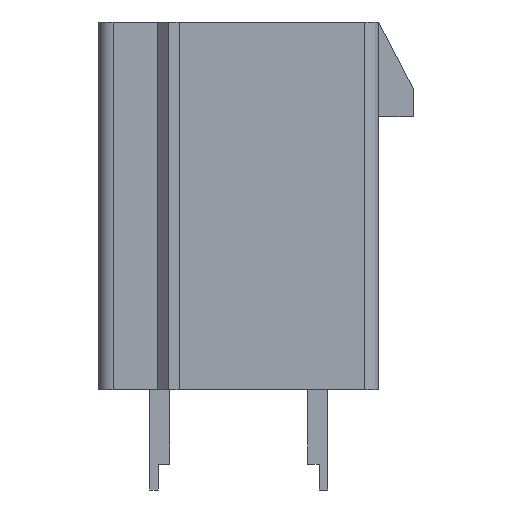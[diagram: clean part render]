
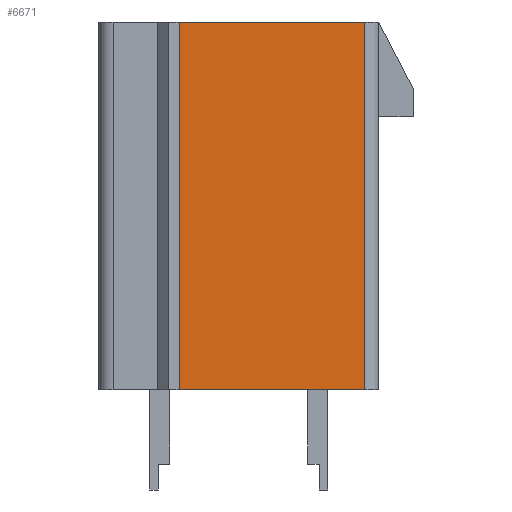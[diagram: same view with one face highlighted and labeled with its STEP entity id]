
A CAD part, left-side view. The second image highlights one B-rep face of the part: STEP entity #6671.
In plain terms, the highlighted planar face has unit normal (-1, 0, 0).
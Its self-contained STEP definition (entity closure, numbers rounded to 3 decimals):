
#147=DIRECTION('',(0.,-1.,0.));
#148=VECTOR('',#147,6.45);
#149=CARTESIAN_POINT('',(-25.8,2.075,0.));
#150=LINE('',#149,#148);
#746=DIRECTION('',(0.,0.,-1.));
#747=VECTOR('',#746,12.8);
#748=CARTESIAN_POINT('',(-25.8,2.075,0.));
#749=LINE('',#748,#747);
#750=DIRECTION('',(0.,0.,-1.));
#751=VECTOR('',#750,12.8);
#752=CARTESIAN_POINT('',(-25.8,-4.375,0.));
#753=LINE('',#752,#751);
#771=DIRECTION('',(0.,-1.,0.));
#772=VECTOR('',#771,6.45);
#773=CARTESIAN_POINT('',(-25.8,2.075,-12.8));
#774=LINE('',#773,#772);
#4652=CARTESIAN_POINT('',(-25.8,2.075,0.));
#4653=CARTESIAN_POINT('',(-25.8,-4.375,0.));
#4654=VERTEX_POINT('',#4652);
#4655=VERTEX_POINT('',#4653);
#4672=CARTESIAN_POINT('',(-25.8,2.075,-12.8));
#4673=CARTESIAN_POINT('',(-25.8,-4.375,-12.8));
#4674=VERTEX_POINT('',#4672);
#4675=VERTEX_POINT('',#4673);
#6658=CARTESIAN_POINT('',(-25.8,2.075,0.));
#6659=DIRECTION('',(-1.,0.,0.));
#6660=DIRECTION('',(0.,-1.,0.));
#6661=AXIS2_PLACEMENT_3D('',#6658,#6659,#6660);
#6662=PLANE('',#6661);
#6663=ORIENTED_EDGE('',*,*,#6157,.T.);
#6665=ORIENTED_EDGE('',*,*,#6664,.T.);
#6667=ORIENTED_EDGE('',*,*,#6666,.F.);
#6668=ORIENTED_EDGE('',*,*,#6650,.F.);
#6669=EDGE_LOOP('',(#6663,#6665,#6667,#6668));
#6670=FACE_OUTER_BOUND('',#6669,.F.);
#6157=EDGE_CURVE('',#4654,#4655,#150,.T.);
#6650=EDGE_CURVE('',#4654,#4674,#749,.T.);
#6664=EDGE_CURVE('',#4655,#4675,#753,.T.);
#6666=EDGE_CURVE('',#4674,#4675,#774,.T.);
#6671=ADVANCED_FACE('',(#6670),#6662,.T.);
